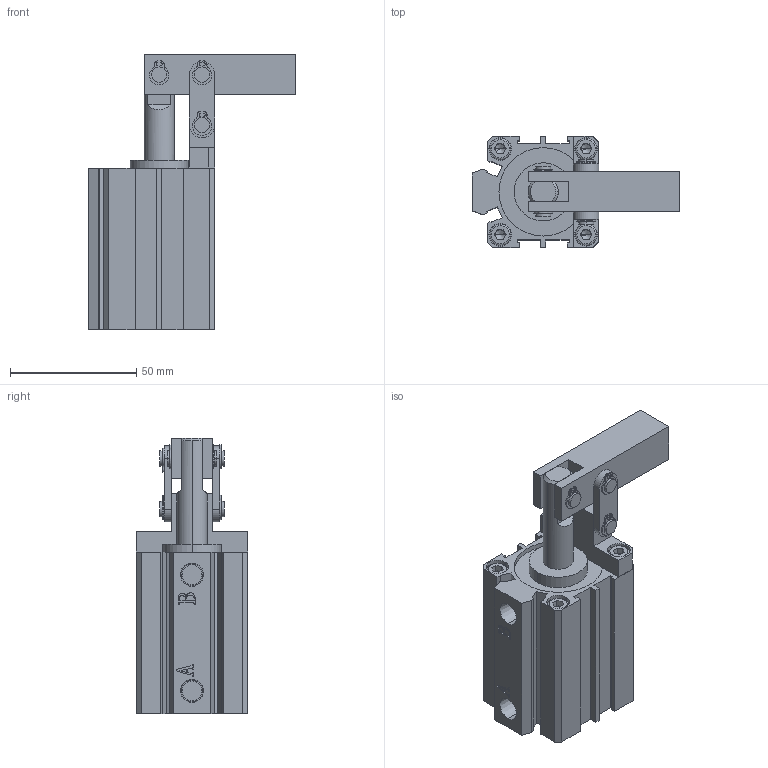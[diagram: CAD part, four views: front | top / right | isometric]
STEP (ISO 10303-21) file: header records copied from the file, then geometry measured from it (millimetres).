
FILE_DESCRIPTION (( 'STEP AP203' ), '1' );
FILE_NAME ('HALC-MS32.STEP', '2022-10-27T06:49:44', ( '微软用户' ), ( '微软中国' ), 'SwSTEP 2.0', 'SolidWorks 2012', '' );
FILE_SCHEMA (( 'CONFIG_CONTROL_DESIGN' ));
Length unit declared in the file: millimetre
Products named in the file (10): HALC-MS32; hexagon socket head cap screws gb_GB_FASTENER_SCREWS_HSHCS M5X8-N; circlips for shaft--type a small gb_GB_CONNECTING_PIECE_RING_RRA 6; HALC-MS32盓傅釱; HALC-MS32酗种; HALC-MS32揤旋; HALC-MS32蟀裝; HALC-MS32活塞杆; HALC-MS32傻种; HALC-MS32掛极
Assembly tree (19 placements, depth 2):
  HALC-MS32
    HALC-MS32掛极
    HALC-MS32傻种
    HALC-MS32活塞杆
    HALC-MS32蟀裝  x2
    HALC-MS32揤旋
    HALC-MS32酗种  x2
    HALC-MS32盓傅釱
    circlips for shaft--type a small gb_GB_CONNECTING_PIECE_RING_RRA 6  x6
    hexagon socket head cap screws gb_GB_FASTENER_SCREWS_HSHCS M5X8-N  x4
Bounding box: 82 x 44 x 109 mm (x, y, z)
Volume: 135598.9 mm3; surface area: 41440.3 mm2
Topology: 19 solids, 19 shells, 509 faces, 1270 edges, 829 vertices
Faces by surface type: plane 266, cylinder 196, cone 23, bspline 16, torus 8
Entity records: 11205 total; most frequent: CARTESIAN_POINT 2442, DIRECTION 1547, ORIENTED_EDGE 1516, EDGE_CURVE 758, AXIS2_PLACEMENT_3D 519, LINE 509, VECTOR 509, VERTEX_POINT 502
